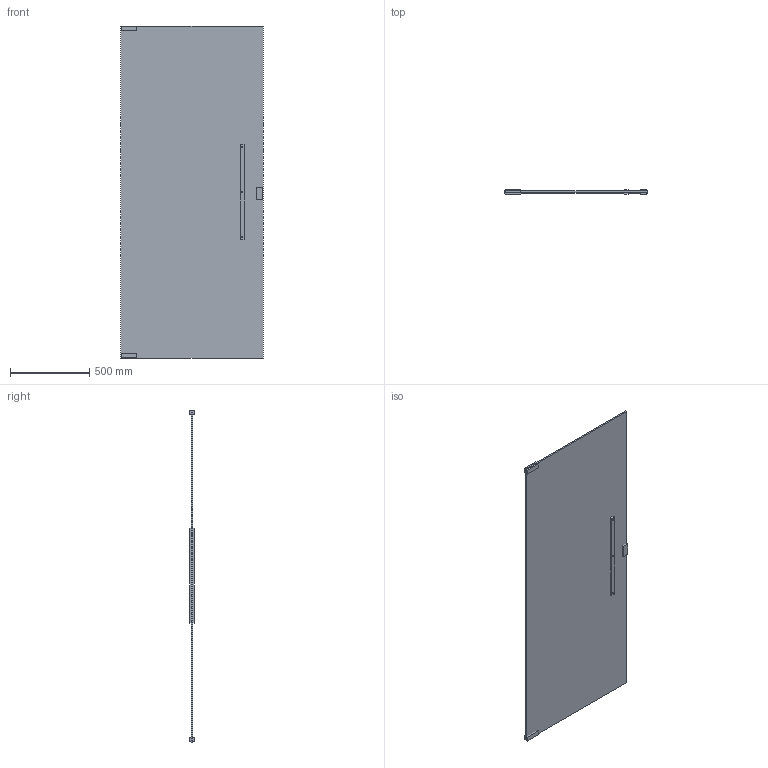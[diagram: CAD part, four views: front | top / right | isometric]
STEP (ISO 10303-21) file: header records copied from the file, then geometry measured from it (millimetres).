
FILE_DESCRIPTION(('FreeCAD Model'),'2;1');
FILE_NAME('Simple glass door with handles.step', '2016-10-04T10:34:58',('Author'),(''), 'Open CASCADE STEP processor 6.8','FreeCAD','Unknown');
FILE_SCHEMA(('AUTOMOTIVE_DESIGN_CC2 { 1 2 10303 214 -1 1 5 4 }'));
Length unit declared in the file: millimetre
Products named in the file (3): ASSEMBLY; Simple_glass_door_with_handles; Opening_indication
Assembly tree (2 placements, depth 2):
  ASSEMBLY
    Simple_glass_door_with_handles
    Opening_indication
Bounding box: 898 x 30 x 2099 mm (x, y, z)
Volume: 19432088.6 mm3; surface area: 3959242.7 mm2
Topology: 9 solids, 9 shells, 45 faces, 85 edges, 62 vertices
Faces by surface type: plane 42, cylinder 3
Full cylindrical faces by diameter (mm): 10 x3
Entity records: 2540 total; most frequent: CARTESIAN_POINT 393, DIRECTION 343, LINE 235, VECTOR 235, ORIENTED_EDGE 162, PCURVE 162, DEFINITIONAL_REPRESENTATION 162, EDGE_CURVE 81
